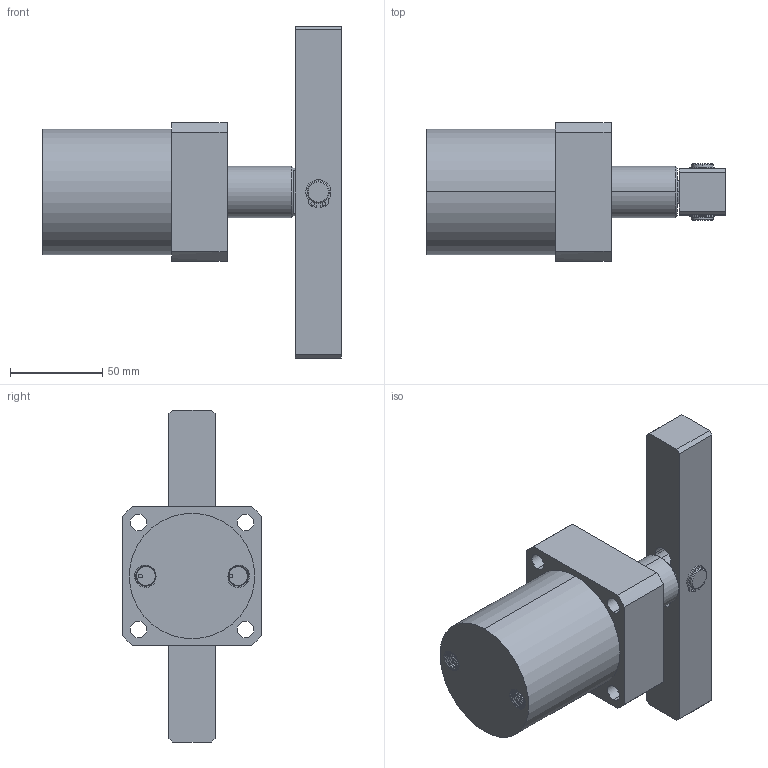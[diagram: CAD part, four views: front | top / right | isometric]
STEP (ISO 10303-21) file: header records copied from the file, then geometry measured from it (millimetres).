
FILE_DESCRIPTION (( 'STEP AP203' ), '1' );
FILE_NAME ('chs-fa50d_asm.STEP', '2019-04-24T10:27:32', ( '' ), ( '' ), 'SwSTEP 2.0', 'SolidWorks 2017', '' );
FILE_SCHEMA (( 'CONFIG_CONTROL_DESIGN' ));
Length unit declared in the file: millimetre
Products named in the file (6): CHS-50DYB_2; chs-fa50d_asm; CHS-FA50BT; 轴用挡圈; CHS-50DHSG_1; 种
Assembly tree (6 placements, depth 2):
  chs-fa50d_asm
    CHS-FA50BT
    CHS-50DHSG_1
    CHS-50DYB_2
    种
    轴用挡圈  x2
Bounding box: 162 x 75 x 180 mm (x, y, z)
Volume: 492529.8 mm3; surface area: 88595.5 mm2
Topology: 6 solids, 6 shells, 210 faces, 629 edges, 446 vertices
Faces by surface type: cylinder 91, plane 57, cone 50, bspline 12
Entity records: 20276 total; most frequent: CARTESIAN_POINT 14880, ORIENTED_EDGE 1126, DIRECTION 788, EDGE_CURVE 563, VERTEX_POINT 402, AXIS2_PLACEMENT_3D 304, B_SPLINE_CURVE_WITH_KNOTS 262, EDGE_LOOP 223
